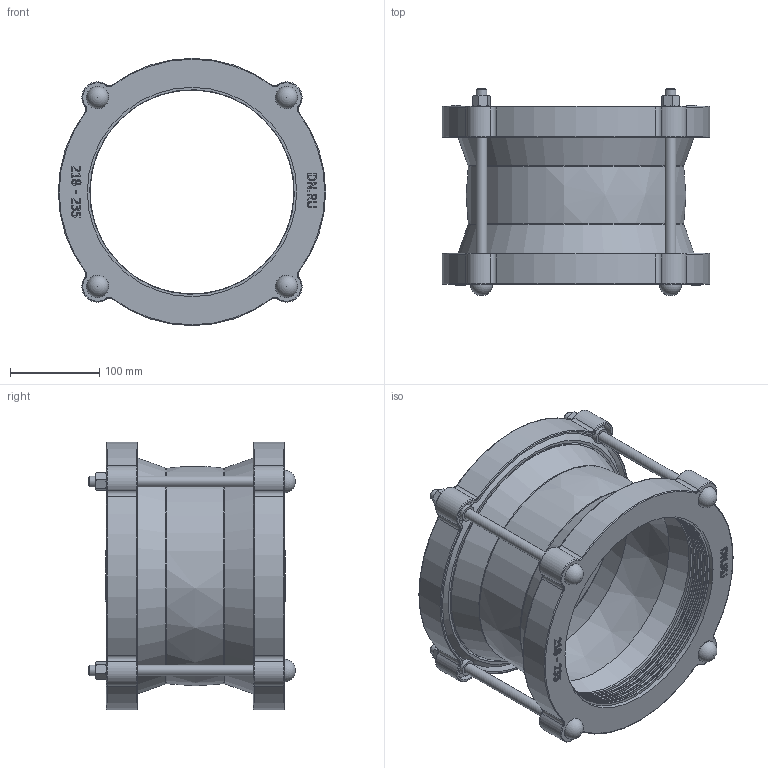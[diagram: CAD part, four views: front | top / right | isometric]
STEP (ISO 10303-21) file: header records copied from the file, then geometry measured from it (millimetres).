
FILE_DESCRIPTION(/* description */ (''),/* implementation_level */ '2;1');
FILE_NAME(/* name */ 'DN200_3D_STEP.stp',/* time_stamp */ '2024-04-23T00:02:08+03:00',/* author */ ('igorr'),/* organization */ (''),/* preprocessor_version */ 'ST-DEVELOPER v19.2',/* originating_system */ 'Autodesk Inventor 2023',/* authorisation */ '');
FILE_SCHEMA (('AUTOMOTIVE_DESIGN { 1 0 10303 214 3 1 1 }'));
Length unit declared in the file: millimetre
Products named in the file (6): Сборка; Основа; Деталь; Прокладка; ANSI B18.2.4.2M - M12x1,75; Винт
Assembly tree (13 placements, depth 2):
  Сборка
    Деталь  x2
    Прокладка  x2
    Основа
    ANSI B18.2.4.2M - M12x1,75  x4
    Винт  x4
Bounding box: 300 x 232.5 x 300 mm (x, y, z)
Volume: 2492048.2 mm3; surface area: 810459.4 mm2
Topology: 13 solids, 13 shells, 831 faces, 2075 edges, 1334 vertices
Faces by surface type: plane 290, bspline 196, cylinder 140, torus 113, cone 88, sphere 4
Full cylindrical faces by diameter (mm): 10.106 x4, 12 x16, 18 x8, 229 x12, 235 x12, 270 x4
Entity records: 13430 total; most frequent: CARTESIAN_POINT 3908, ORIENTED_EDGE 1982, DIRECTION 1678, EDGE_CURVE 991, VERTEX_POINT 641, AXIS2_PLACEMENT_3D 626, EDGE_LOOP 438, LINE 426
